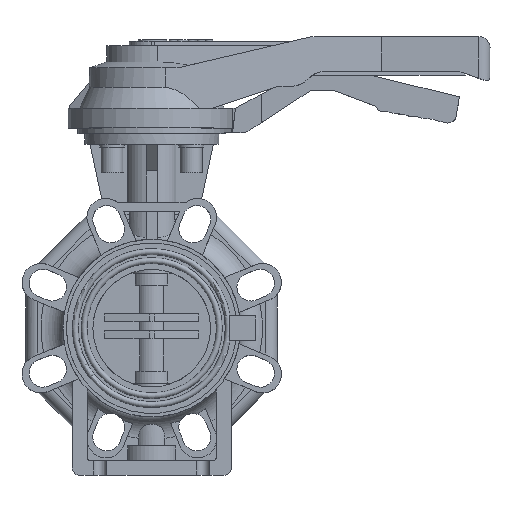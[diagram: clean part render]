
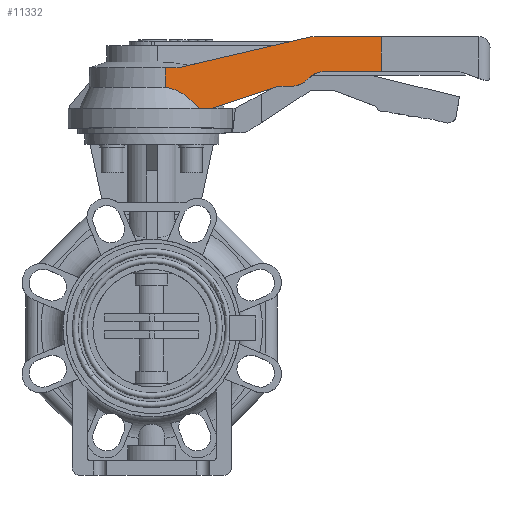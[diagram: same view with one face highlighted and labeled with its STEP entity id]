
A CAD part, top view. The second image highlights one B-rep face of the part: STEP entity #11332.
In plain terms, the highlighted planar face has unit normal (0.175, 0, 0.985).
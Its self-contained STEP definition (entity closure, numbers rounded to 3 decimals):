
#21=(
BOUNDED_CURVE()
B_SPLINE_CURVE(2,(#17248,#17249,#17250),.UNSPECIFIED.,.F.,.F.)
B_SPLINE_CURVE_WITH_KNOTS((3,3),(0.321,28.297),
 .UNSPECIFIED.)
CURVE()
GEOMETRIC_REPRESENTATION_ITEM()
RATIONAL_B_SPLINE_CURVE((1.001,1.036,1.))
REPRESENTATION_ITEM('')
);
#84=ELLIPSE('',#12151,15.236,15.);
#94=ELLIPSE('',#12192,15.236,15.);
#603=FACE_OUTER_BOUND('',#1206,.T.);
#1206=EDGE_LOOP('',(#8194,#8195,#8196,#8197,#8198,#8199,#8200,#8201,#8202,
#8203,#8204,#8205,#8206));
#2455=LINE('',#17701,#3555);
#2484=LINE('',#17778,#3584);
#2493=LINE('',#17810,#3593);
#2494=LINE('',#17813,#3594);
#2495=LINE('',#17815,#3595);
#2496=LINE('',#17817,#3596);
#2497=LINE('',#17820,#3597);
#2498=LINE('',#17821,#3598);
#2499=LINE('',#17823,#3599);
#2500=LINE('',#17824,#3600);
#3555=VECTOR('',#13998,1.);
#3584=VECTOR('',#14063,1.);
#3593=VECTOR('',#14090,1.);
#3594=VECTOR('',#14093,1.);
#3595=VECTOR('',#14094,1.);
#3596=VECTOR('',#14095,1.);
#3597=VECTOR('',#14098,1.);
#3598=VECTOR('',#14099,1.);
#3599=VECTOR('',#14100,1.);
#3600=VECTOR('',#14101,1.);
#4611=VERTEX_POINT('',#17244);
#4613=VERTEX_POINT('',#17247);
#4752=VERTEX_POINT('',#17658);
#4753=VERTEX_POINT('',#17660);
#4764=VERTEX_POINT('',#17698);
#4765=VERTEX_POINT('',#17700);
#4784=VERTEX_POINT('',#17775);
#4785=VERTEX_POINT('',#17777);
#4790=VERTEX_POINT('',#17812);
#4791=VERTEX_POINT('',#17814);
#4792=VERTEX_POINT('',#17816);
#4793=VERTEX_POINT('',#17818);
#4794=VERTEX_POINT('',#17822);
#5820=EDGE_CURVE('',#4613,#4611,#21,.T.);
#6028=EDGE_CURVE('',#4752,#4753,#84,.T.);
#6048=EDGE_CURVE('',#4764,#4765,#2455,.T.);
#6083=EDGE_CURVE('',#4784,#4785,#2484,.T.);
#6095=EDGE_CURVE('',#4765,#4784,#2493,.T.);
#6096=EDGE_CURVE('',#4790,#4611,#2494,.T.);
#6097=EDGE_CURVE('',#4791,#4790,#2495,.T.);
#6098=EDGE_CURVE('',#4792,#4791,#2496,.T.);
#6099=EDGE_CURVE('',#4793,#4792,#94,.T.);
#6100=EDGE_CURVE('',#4753,#4793,#2497,.T.);
#6101=EDGE_CURVE('',#4785,#4752,#2498,.T.);
#6102=EDGE_CURVE('',#4794,#4764,#2499,.T.);
#6103=EDGE_CURVE('',#4613,#4794,#2500,.T.);
#8194=ORIENTED_EDGE('',*,*,#5820,.T.);
#8195=ORIENTED_EDGE('',*,*,#6096,.F.);
#8196=ORIENTED_EDGE('',*,*,#6097,.F.);
#8197=ORIENTED_EDGE('',*,*,#6098,.F.);
#8198=ORIENTED_EDGE('',*,*,#6099,.F.);
#8199=ORIENTED_EDGE('',*,*,#6100,.F.);
#8200=ORIENTED_EDGE('',*,*,#6028,.F.);
#8201=ORIENTED_EDGE('',*,*,#6101,.F.);
#8202=ORIENTED_EDGE('',*,*,#6083,.F.);
#8203=ORIENTED_EDGE('',*,*,#6095,.F.);
#8204=ORIENTED_EDGE('',*,*,#6048,.F.);
#8205=ORIENTED_EDGE('',*,*,#6102,.F.);
#8206=ORIENTED_EDGE('',*,*,#6103,.F.);
#10667=PLANE('',#12191);
#11332=ADVANCED_FACE('',(#603),#10667,.F.);
#12151=AXIS2_PLACEMENT_3D('',#17661,#13957,#13958);
#12191=AXIS2_PLACEMENT_3D('',#17811,#14091,#14092);
#12192=AXIS2_PLACEMENT_3D('',#17819,#14096,#14097);
#13957=DIRECTION('center_axis',(0.175,0.,
0.985));
#13958=DIRECTION('ref_axis',(-0.985,0.,0.175));
#13998=DIRECTION('',(0.96,0.223,-0.171));
#14063=DIRECTION('',(0.,-1.,0.));
#14090=DIRECTION('',(0.985,0.,-0.175));
#14091=DIRECTION('center_axis',(-0.175,0.,
-0.985));
#14092=DIRECTION('ref_axis',(0.985,0.,-0.175));
#14093=DIRECTION('',(-0.985,0.,0.175));
#14094=DIRECTION('',(-0.936,-0.31,0.167));
#14095=DIRECTION('',(-0.985,0.,0.175));
#14096=DIRECTION('center_axis',(-0.175,0.,
-0.985));
#14097=DIRECTION('ref_axis',(0.985,0.,-0.175));
#14098=DIRECTION('',(-0.702,-0.702,0.125));
#14099=DIRECTION('',(-0.985,0.,0.175));
#14100=DIRECTION('',(0.985,0.,-0.175));
#14101=DIRECTION('',(0.,1.,0.));
#17244=CARTESIAN_POINT('',(32.561,149.561,37.21));
#17247=CARTESIAN_POINT('',(9.198,163.667,41.369));
#17248=CARTESIAN_POINT('Ctrl Pts',(9.198,163.667,41.369));
#17249=CARTESIAN_POINT('Ctrl Pts',(19.981,162.735,39.449));
#17250=CARTESIAN_POINT('Ctrl Pts',(32.561,149.561,37.21));
#17658=CARTESIAN_POINT('',(117.584,174.561,22.077));
#17660=CARTESIAN_POINT('',(106.978,170.167,23.965));
#17661=CARTESIAN_POINT('Origin',(117.584,159.561,22.077));
#17698=CARTESIAN_POINT('',(17.946,177.011,39.812));
#17700=CARTESIAN_POINT('',(108.975,198.204,23.61));
#17701=CARTESIAN_POINT('',(82.831,192.117,28.263));
#17775=CARTESIAN_POINT('',(156.223,198.204,15.2));
#17777=CARTESIAN_POINT('',(156.223,174.561,15.2));
#17778=CARTESIAN_POINT('',(156.223,234.439,15.2));
#17810=CARTESIAN_POINT('',(128.132,198.204,20.2));
#17811=CARTESIAN_POINT('Origin',(81.06,234.439,28.578));
#17812=CARTESIAN_POINT('',(41.,149.561,35.708));
#17813=CARTESIAN_POINT('',(44.24,149.561,35.132));
#17814=CARTESIAN_POINT('',(86.371,164.561,27.633));
#17815=CARTESIAN_POINT('',(88.448,165.247,27.263));
#17816=CARTESIAN_POINT('',(95.158,164.561,26.069));
#17817=CARTESIAN_POINT('',(91.797,164.561,26.667));
#17818=CARTESIAN_POINT('',(105.764,168.954,24.181));
#17819=CARTESIAN_POINT('Origin',(95.158,179.561,26.069));
#17820=CARTESIAN_POINT('',(118.778,181.967,21.865));
#17821=CARTESIAN_POINT('',(126.462,174.561,20.497));
#17822=CARTESIAN_POINT('',(9.198,177.011,41.369));
#17823=CARTESIAN_POINT('',(52.157,177.011,33.722));
#17824=CARTESIAN_POINT('',(9.198,206.27,41.369));
